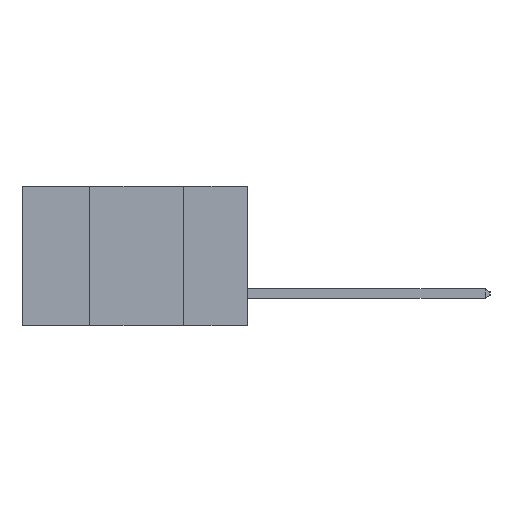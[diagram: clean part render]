
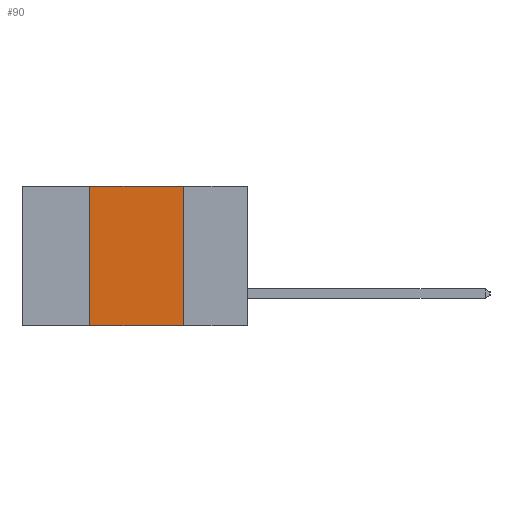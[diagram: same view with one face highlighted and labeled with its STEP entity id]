
A CAD part, left-side view. The second image highlights one B-rep face of the part: STEP entity #90.
In plain terms, the highlighted planar face has unit normal (-1, 0, 0).
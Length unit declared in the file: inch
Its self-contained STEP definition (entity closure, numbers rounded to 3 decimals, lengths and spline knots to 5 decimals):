
#90 = ADVANCED_FACE ( 'NONE', ( #11957 ), #12173, .F. ) ;
#308 = EDGE_CURVE ( 'NONE', #23479, #17935, #2698, .T. ) ;
#789 = ORIENTED_EDGE ( 'NONE', *, *, #21667, .F. ) ;
#1453 = CARTESIAN_POINT ( 'NONE',  ( 0., 0.17, -0.37 ) ) ;
#1890 = CARTESIAN_POINT ( 'NONE',  ( 0., 0.42, -0.37 ) ) ;
#2000 = ORIENTED_EDGE ( 'NONE', *, *, #20473, .T. ) ;
#2256 = LINE ( 'NONE', #14804, #16377 ) ;
#2698 = LINE ( 'NONE', #10220, #11935 ) ;
#3720 = DIRECTION ( 'NONE',  ( 0., 0., 1. ) ) ;
#4875 = CARTESIAN_POINT ( 'NONE',  ( 0., 0.42, 0. ) ) ;
#7780 = LINE ( 'NONE', #1890, #11550 ) ;
#9097 = AXIS2_PLACEMENT_3D ( 'NONE', #22853, #12419, #13011 ) ;
#9452 = DIRECTION ( 'NONE',  ( 0., 0., -1. ) ) ;
#9467 = ORIENTED_EDGE ( 'NONE', *, *, #308, .F. ) ;
#9937 = EDGE_LOOP ( 'NONE', ( #9467, #14963, #789, #2000 ) ) ;
#10220 = CARTESIAN_POINT ( 'NONE',  ( 0., 0.17, -0.37 ) ) ;
#11550 = VECTOR ( 'NONE', #3720, 39.37008 ) ;
#11935 = VECTOR ( 'NONE', #9452, 39.37008 ) ;
#11957 = FACE_OUTER_BOUND ( 'NONE', #9937, .T. ) ;
#12173 = PLANE ( 'NONE',  #9097 ) ;
#12419 = DIRECTION ( 'NONE',  ( 1., 0., 0. ) ) ;
#12575 = VERTEX_POINT ( 'NONE', #19681 ) ;
#13011 = DIRECTION ( 'NONE',  ( 0., 0., -1. ) ) ;
#14804 = CARTESIAN_POINT ( 'NONE',  ( 0., 0.6, 0. ) ) ;
#14963 = ORIENTED_EDGE ( 'NONE', *, *, #22855, .F. ) ;
#15074 = VERTEX_POINT ( 'NONE', #4875 ) ;
#15930 = LINE ( 'NONE', #20834, #20168 ) ;
#16377 = VECTOR ( 'NONE', #16657, 39.37008 ) ;
#16657 = DIRECTION ( 'NONE',  ( 0., -1., 0. ) ) ;
#16717 = CARTESIAN_POINT ( 'NONE',  ( 0., 0.17, 0. ) ) ;
#17935 = VERTEX_POINT ( 'NONE', #1453 ) ;
#19681 = CARTESIAN_POINT ( 'NONE',  ( 0., 0.42, -0.37 ) ) ;
#20168 = VECTOR ( 'NONE', #22629, 39.37008 ) ;
#20473 = EDGE_CURVE ( 'NONE', #12575, #17935, #15930, .T. ) ;
#20834 = CARTESIAN_POINT ( 'NONE',  ( 0., 0.6, -0.37 ) ) ;
#21667 = EDGE_CURVE ( 'NONE', #12575, #15074, #7780, .T. ) ;
#22629 = DIRECTION ( 'NONE',  ( 0., -1., 0. ) ) ;
#22853 = CARTESIAN_POINT ( 'NONE',  ( 0., 0.6, 0. ) ) ;
#22855 = EDGE_CURVE ( 'NONE', #15074, #23479, #2256, .T. ) ;
#23479 = VERTEX_POINT ( 'NONE', #16717 ) ;
